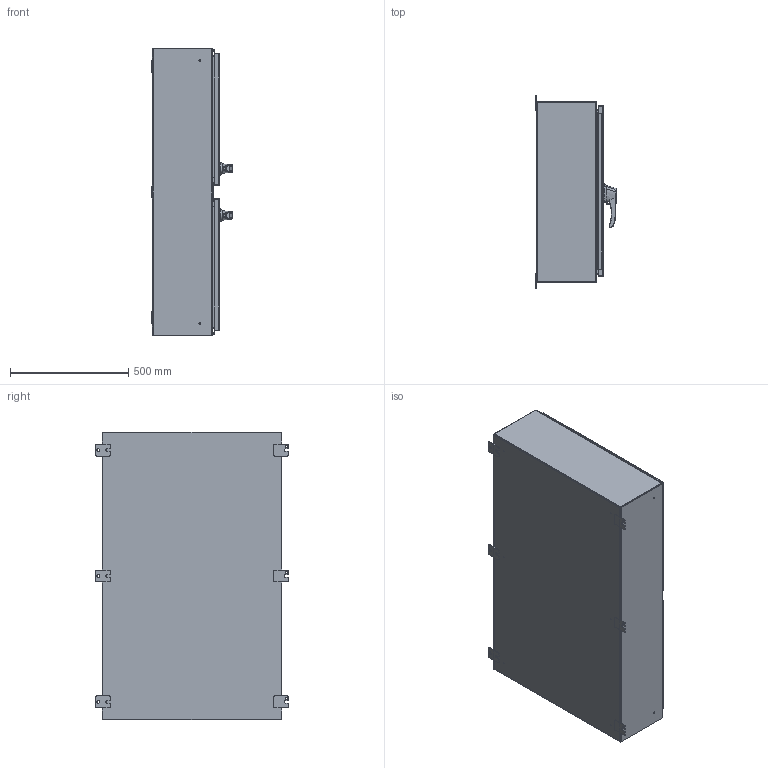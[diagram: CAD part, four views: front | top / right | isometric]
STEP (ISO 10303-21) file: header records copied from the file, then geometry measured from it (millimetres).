
FILE_DESCRIPTION (( 'STEP AP214' ), '1' );
FILE_NAME ('HN4WM304810SS.STEP', '2019-08-28T17:08:44', ( '' ), ( '' ), 'SwSTEP 2.0', 'SolidWorks 2018', '' );
FILE_SCHEMA (( 'AUTOMOTIVE_DESIGN' ));
Length unit declared in the file: inch
Products named in the file (1): HN4WM304810SS
Bounding box: 341 x 819.15 x 1219.2 mm (x, y, z)
Volume: 10938920.4 mm3; surface area: 8905239.1 mm2
Topology: 102 solids, 104 shells, 2772 faces, 7055 edges, 4538 vertices
Faces by surface type: plane 1305, cylinder 1187, bspline 148, cone 132
Entity records: 132998 total; most frequent: CARTESIAN_POINT 28722, ORIENTED_EDGE 14082, DIRECTION 13851, EDGE_CURVE 7041, AXIS2_PLACEMENT_3D 4987, VERTEX_POINT 4538, LINE 3877, VECTOR 3877
